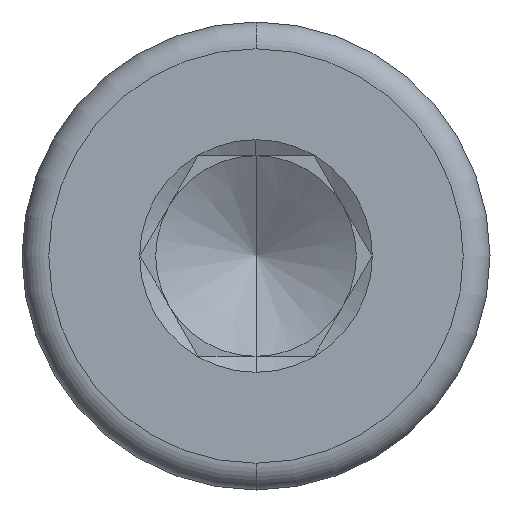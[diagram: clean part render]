
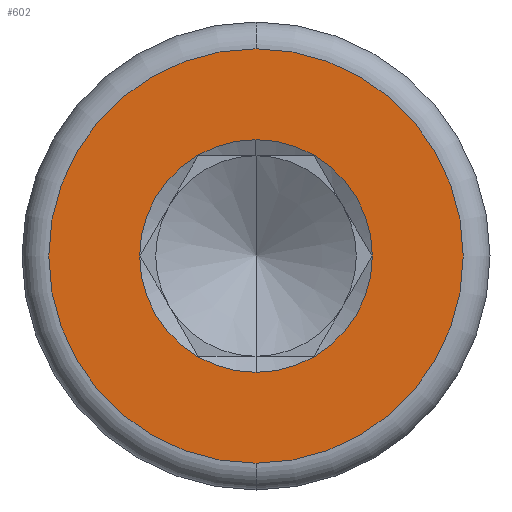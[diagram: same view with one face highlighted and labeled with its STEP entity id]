
A CAD part, left-side view. The second image highlights one B-rep face of the part: STEP entity #602.
In plain terms, the highlighted planar face has unit normal (-1, 0, 0).
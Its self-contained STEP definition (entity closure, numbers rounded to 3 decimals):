
#435=CARTESIAN_POINT('',(-4.,0.,3.1));
#436=VERTEX_POINT('',#435);
#444=CARTESIAN_POINT('',(-4.,-0.,-3.1));
#445=VERTEX_POINT('',#444);
#446=CARTESIAN_POINT('',(-4.,0.,0.));
#447=DIRECTION('',(1.,0.,-0.));
#448=DIRECTION('',(-0.,0.,-1.));
#449=AXIS2_PLACEMENT_3D('',#446,#447,#448);
#450=CIRCLE('',#449,3.1);
#451=EDGE_CURVE('',#436,#445,#450,.T.);
#522=CARTESIAN_POINT('',(-4.,0.,-1.74));
#523=VERTEX_POINT('',#522);
#530=CARTESIAN_POINT('',(-4.,0.,1.74));
#531=VERTEX_POINT('',#530);
#532=CARTESIAN_POINT('',(-4.,0.,0.));
#533=DIRECTION('',(-1.,0.,-0.));
#534=DIRECTION('',(0.,0.,-1.));
#535=AXIS2_PLACEMENT_3D('',#532,#533,#534);
#536=CIRCLE('',#535,1.74);
#537=EDGE_CURVE('',#523,#531,#536,.T.);
#577=CARTESIAN_POINT('',(-4.,0.,0.));
#578=DIRECTION('',(1.,0.,0.));
#579=DIRECTION('',(0.,0.,-1.));
#580=AXIS2_PLACEMENT_3D('',#577,#578,#579);
#581=PLANE('',#580);
#582=ORIENTED_EDGE('',*,*,#451,.F.);
#583=CARTESIAN_POINT('',(-4.,0.,0.));
#584=DIRECTION('',(1.,0.,-0.));
#585=DIRECTION('',(-0.,0.,-1.));
#586=AXIS2_PLACEMENT_3D('',#583,#584,#585);
#587=CIRCLE('',#586,3.1);
#588=EDGE_CURVE('',#445,#436,#587,.T.);
#589=ORIENTED_EDGE('',*,*,#588,.F.);
#590=EDGE_LOOP('',(#582,#589));
#591=FACE_BOUND('',#590,.T.);
#592=CARTESIAN_POINT('',(-4.,0.,0.));
#593=DIRECTION('',(-1.,0.,-0.));
#594=DIRECTION('',(0.,0.,-1.));
#595=AXIS2_PLACEMENT_3D('',#592,#593,#594);
#596=CIRCLE('',#595,1.74);
#597=EDGE_CURVE('',#531,#523,#596,.T.);
#598=ORIENTED_EDGE('',*,*,#597,.F.);
#599=ORIENTED_EDGE('',*,*,#537,.F.);
#600=EDGE_LOOP('',(#598,#599));
#601=FACE_BOUND('',#600,.T.);
#602=ADVANCED_FACE('',(#591,#601),#581,.F.);
